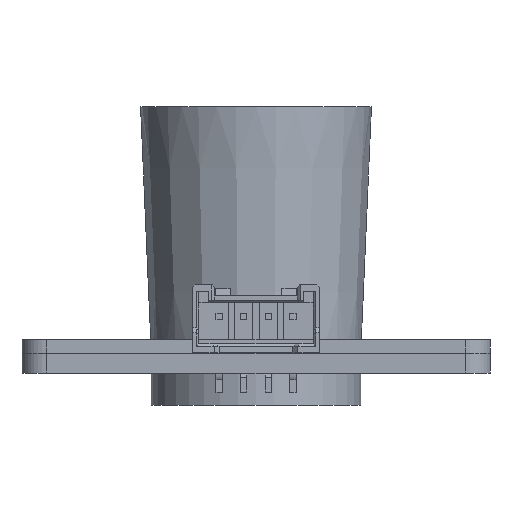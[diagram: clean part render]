
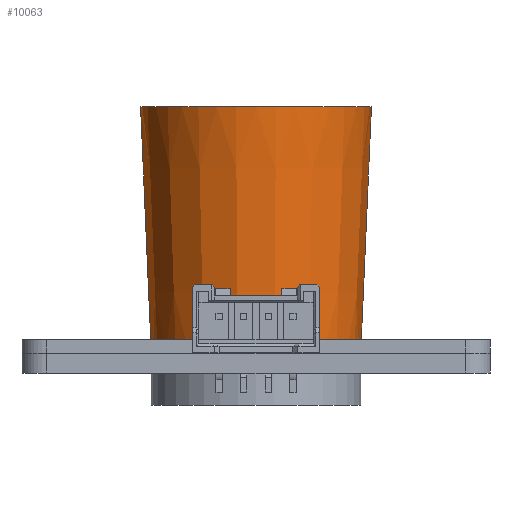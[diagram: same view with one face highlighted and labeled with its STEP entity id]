
A CAD part, front view. The second image highlights one B-rep face of the part: STEP entity #10063.
In plain terms, the highlighted conical face has half-angle 2.5 degrees and reference radius 8.5 mm.
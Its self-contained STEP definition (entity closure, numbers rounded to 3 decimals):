
#55 = CARTESIAN_POINT ( 'NONE',  ( 0., 0., 0. ) ) ;
#89 = ORIENTED_EDGE ( 'NONE', *, *, #9864, .F. ) ;
#615 = AXIS2_PLACEMENT_3D ( 'NONE', #2098, #8718, #5386 ) ;
#1671 = VECTOR ( 'NONE', #7619, 1000. ) ;
#1747 = LINE ( 'NONE', #5777, #1671 ) ;
#2053 = DIRECTION ( 'NONE',  ( 1., 0., 0. ) ) ;
#2098 = CARTESIAN_POINT ( 'NONE',  ( 0., 0., 20. ) ) ;
#2726 = CARTESIAN_POINT ( 'NONE',  ( 8.5, 0., 0. ) ) ;
#3058 = AXIS2_PLACEMENT_3D ( 'NONE', #9324, #5343, #2053 ) ;
#3118 = CARTESIAN_POINT ( 'NONE',  ( 9.373, 0., 20. ) ) ;
#3213 = VERTEX_POINT ( 'NONE', #3361 ) ;
#3361 = CARTESIAN_POINT ( 'NONE',  ( -9.373, 0., 20. ) ) ;
#3375 = DIRECTION ( 'NONE',  ( 0., 0., 1. ) ) ;
#3608 = ORIENTED_EDGE ( 'NONE', *, *, #5528, .F. ) ;
#4070 = AXIS2_PLACEMENT_3D ( 'NONE', #55, #3375, #10052 ) ;
#4897 = LINE ( 'NONE', #7381, #10005 ) ;
#5243 = EDGE_LOOP ( 'NONE', ( #3608, #8111, #10166, #89 ) ) ;
#5343 = DIRECTION ( 'NONE',  ( 0., 0., 1. ) ) ;
#5386 = DIRECTION ( 'NONE',  ( 1., 0., 0. ) ) ;
#5528 = EDGE_CURVE ( 'NONE', #9599, #3213, #1747, .T. ) ;
#5777 = CARTESIAN_POINT ( 'NONE',  ( -8.5, 0., 0. ) ) ;
#5927 = EDGE_CURVE ( 'NONE', #9599, #10019, #9247, .T. ) ;
#6467 = CONICAL_SURFACE ( 'NONE', #4070, 8.5, 0.044 ) ;
#6564 = DIRECTION ( 'NONE',  ( 0.044, 0., 0.999 ) ) ;
#6947 = VERTEX_POINT ( 'NONE', #3118 ) ;
#7381 = CARTESIAN_POINT ( 'NONE',  ( 8.5, 0., 0. ) ) ;
#7619 = DIRECTION ( 'NONE',  ( -0.044, 0., 0.999 ) ) ;
#8111 = ORIENTED_EDGE ( 'NONE', *, *, #5927, .T. ) ;
#8718 = DIRECTION ( 'NONE',  ( 0., 0., 1. ) ) ;
#8746 = EDGE_CURVE ( 'NONE', #10019, #6947, #4897, .T. ) ;
#9247 = CIRCLE ( 'NONE', #3058, 8.5 ) ;
#9324 = CARTESIAN_POINT ( 'NONE',  ( 0., 0., 0. ) ) ;
#9599 = VERTEX_POINT ( 'NONE', #9858 ) ;
#9858 = CARTESIAN_POINT ( 'NONE',  ( -8.5, 0., 0. ) ) ;
#9864 = EDGE_CURVE ( 'NONE', #3213, #6947, #10088, .T. ) ;
#10004 = FACE_OUTER_BOUND ( 'NONE', #5243, .T. ) ;
#10005 = VECTOR ( 'NONE', #6564, 1000. ) ;
#10019 = VERTEX_POINT ( 'NONE', #2726 ) ;
#10052 = DIRECTION ( 'NONE',  ( 1., 0., 0. ) ) ;
#10063 = ADVANCED_FACE ( 'NONE', ( #10004 ), #6467, .T. ) ;
#10088 = CIRCLE ( 'NONE', #615, 9.373 ) ;
#10166 = ORIENTED_EDGE ( 'NONE', *, *, #8746, .T. ) ;
